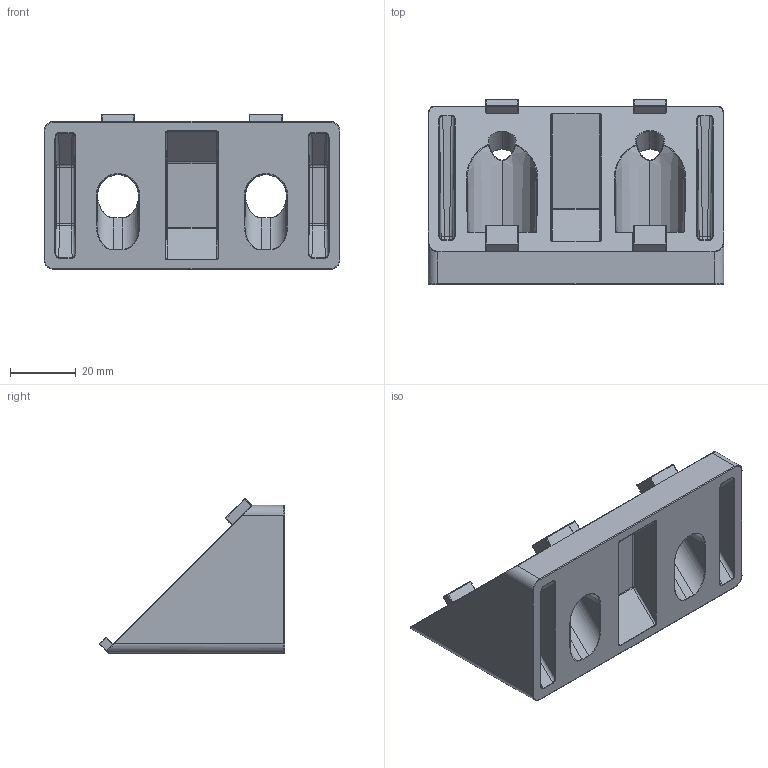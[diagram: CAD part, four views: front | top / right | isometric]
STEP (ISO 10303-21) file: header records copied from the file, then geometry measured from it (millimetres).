
FILE_DESCRIPTION (( 'STEP AP203' ), '1' );
FILE_NAME ('093WS90145N10R.STEP', '2017-03-09T08:32:06', ( '' ), ( '' ), 'SwSTEP 2.0', 'SolidWorks 2016', '' );
FILE_SCHEMA (( 'CONFIG_CONTROL_DESIGN' ));
Length unit declared in the file: millimetre
Products named in the file (1): 093WS90145N10R
Bounding box: 90 x 56.33 x 47.04 mm (x, y, z)
Volume: 81374.3 mm3; surface area: 28206.1 mm2
Topology: 1 solids, 1 shells, 391 faces, 919 edges, 504 vertices
Faces by surface type: cylinder 161, bspline 81, plane 71, sphere 41, torus 27, cone 10
Entity records: 12675 total; most frequent: CARTESIAN_POINT 4582, ORIENTED_EDGE 1758, DIRECTION 1641, EDGE_CURVE 879, AXIS2_PLACEMENT_3D 647, VERTEX_POINT 496, EDGE_LOOP 405, FACE_OUTER_BOUND 391
